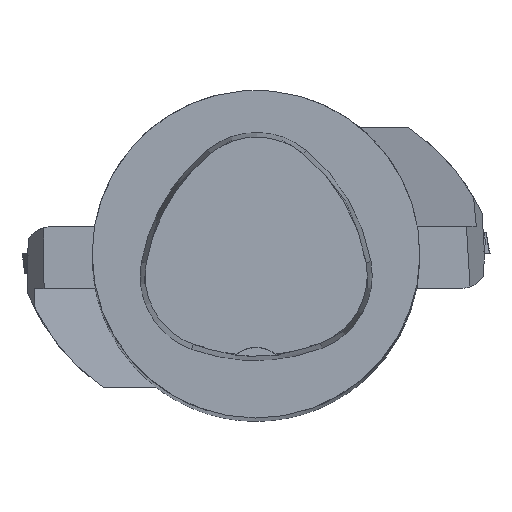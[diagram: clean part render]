
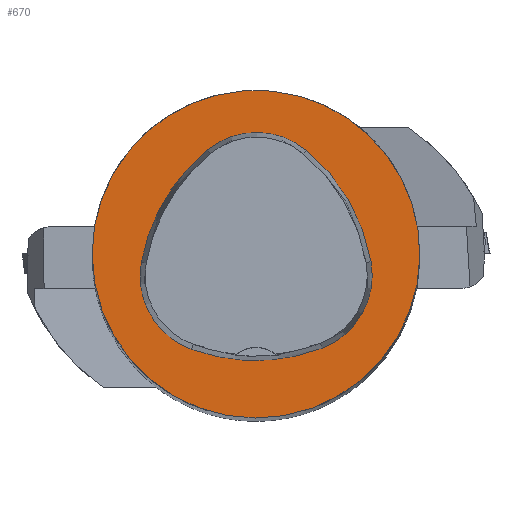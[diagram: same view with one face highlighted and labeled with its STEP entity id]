
A CAD part, top view. The second image highlights one B-rep face of the part: STEP entity #670.
In plain terms, the highlighted planar face has unit normal (0, 0, 1).
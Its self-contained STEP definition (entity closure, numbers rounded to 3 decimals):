
#307=FACE_BOUND('',#1194,.T.);
#308=FACE_BOUND('',#1195,.T.);
#513=CIRCLE('',#3979,31.5);
#514=CIRCLE('',#3985,36.);
#516=CIRCLE('',#3988,15.);
#518=CIRCLE('',#3991,36.);
#520=CIRCLE('',#3994,15.);
#524=CIRCLE('',#3999,36.);
#526=CIRCLE('',#4002,15.);
#670=ADVANCED_FACE('',(#307,#308),#819,.T.);
#819=PLANE('',#4007);
#1194=EDGE_LOOP('',(#1968,#1969,#1970,#1971,#1972,#1973));
#1195=EDGE_LOOP('',(#1974));
#1968=ORIENTED_EDGE('',*,*,#2928,.T.);
#1969=ORIENTED_EDGE('',*,*,#2908,.T.);
#1970=ORIENTED_EDGE('',*,*,#2912,.T.);
#1971=ORIENTED_EDGE('',*,*,#2915,.T.);
#1972=ORIENTED_EDGE('',*,*,#2918,.T.);
#1973=ORIENTED_EDGE('',*,*,#2926,.T.);
#1974=ORIENTED_EDGE('',*,*,#2899,.F.);
#2472=VERTEX_POINT('',#6198);
#2481=VERTEX_POINT('',#6217);
#2482=VERTEX_POINT('',#6218);
#2485=VERTEX_POINT('',#6226);
#2487=VERTEX_POINT('',#6232);
#2489=VERTEX_POINT('',#6238);
#2496=VERTEX_POINT('',#6259);
#2899=EDGE_CURVE('',#2472,#2472,#513,.T.);
#2908=EDGE_CURVE('',#2481,#2482,#514,.T.);
#2912=EDGE_CURVE('',#2482,#2485,#516,.T.);
#2915=EDGE_CURVE('',#2485,#2487,#518,.T.);
#2918=EDGE_CURVE('',#2487,#2489,#520,.T.);
#2926=EDGE_CURVE('',#2489,#2496,#524,.T.);
#2928=EDGE_CURVE('',#2496,#2481,#526,.T.);
#3979=AXIS2_PLACEMENT_3D('',#6197,#4720,#4721);
#3985=AXIS2_PLACEMENT_3D('',#6216,#4736,#4737);
#3988=AXIS2_PLACEMENT_3D('',#6225,#4744,#4745);
#3991=AXIS2_PLACEMENT_3D('',#6231,#4751,#4752);
#3994=AXIS2_PLACEMENT_3D('',#6237,#4758,#4759);
#3999=AXIS2_PLACEMENT_3D('',#6260,#4770,#4771);
#4002=AXIS2_PLACEMENT_3D('',#6263,#4776,#4777);
#4007=AXIS2_PLACEMENT_3D('',#6268,#4786,#4787);
#4720=DIRECTION('',(0.,0.,-1.));
#4721=DIRECTION('',(-1.,0.,0.));
#4736=DIRECTION('',(0.,0.,-1.));
#4737=DIRECTION('',(-1.,0.,0.));
#4744=DIRECTION('',(0.,0.,-1.));
#4745=DIRECTION('',(-1.,0.,0.));
#4751=DIRECTION('',(0.,0.,-1.));
#4752=DIRECTION('',(-1.,0.,0.));
#4758=DIRECTION('',(0.,0.,-1.));
#4759=DIRECTION('',(-1.,0.,0.));
#4770=DIRECTION('',(0.,0.,-1.));
#4771=DIRECTION('',(-1.,0.,0.));
#4776=DIRECTION('',(0.,0.,-1.));
#4777=DIRECTION('',(-1.,0.,0.));
#4786=DIRECTION('',(0.,0.,1.));
#4787=DIRECTION('',(-1.,0.,0.));
#6197=CARTESIAN_POINT('',(0.,0.,0.));
#6198=CARTESIAN_POINT('',(-31.5,0.,0.));
#6216=CARTESIAN_POINT('',(13.398,-7.893,0.));
#6217=CARTESIAN_POINT('',(-22.041,-1.562,0.));
#6218=CARTESIAN_POINT('',(-9.317,20.036,0.));
#6225=CARTESIAN_POINT('',(0.148,8.399,0.));
#6226=CARTESIAN_POINT('',(9.779,19.898,0.));
#6231=CARTESIAN_POINT('',(-13.337,-7.7,0.));
#6232=CARTESIAN_POINT('',(22.122,-1.48,0.));
#6237=CARTESIAN_POINT('',(7.347,-4.071,0.));
#6238=CARTESIAN_POINT('',(12.693,-18.087,0.));
#6259=CARTESIAN_POINT('',(-12.373,-18.307,0.));
#6260=CARTESIAN_POINT('',(-0.137,15.55,0.));
#6263=CARTESIAN_POINT('',(-7.275,-4.2,0.));
#6268=CARTESIAN_POINT('',(0.,0.,0.));
